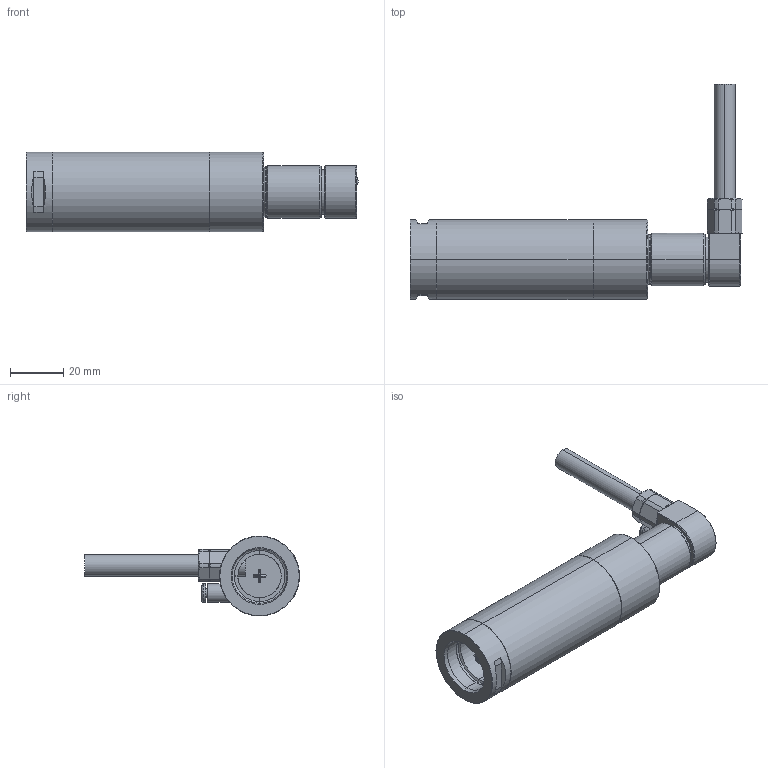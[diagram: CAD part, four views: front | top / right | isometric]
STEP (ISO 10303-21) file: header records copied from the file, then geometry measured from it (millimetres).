
FILE_DESCRIPTION (( 'STEP AP214' ), '1' );
FILE_NAME ('E1193-(影纻票莞拶喊霓).STEP', '2017-08-07T23:55:31', ( '' ), ( '' ), 'SwSTEP 2.0', 'SolidWorks 2013', '' );
FILE_SCHEMA (( 'AUTOMOTIVE_DESIGN' ));
Length unit declared in the file: millimetre
Products named in the file (1): E1193-(影纻票莞拶喊霓)
Bounding box: 124.69 x 80.75 x 30 mm (x, y, z)
Surface area: 16545.9 mm2 (no closed solid volume)
Topology: 0 solids, 16 shells, 189 faces, 469 edges, 296 vertices
Faces by surface type: plane 80, cone 49, cylinder 48, bspline 8, torus 4
Full cylindrical faces by diameter (mm): 0.5 x1
Entity records: 9492 total; most frequent: CARTESIAN_POINT 3039, DIRECTION 910, ORIENTED_EDGE 842, EDGE_CURVE 466, AXIS2_PLACEMENT_3D 356, VERTEX_POINT 296, EDGE_LOOP 211, VECTOR 198
